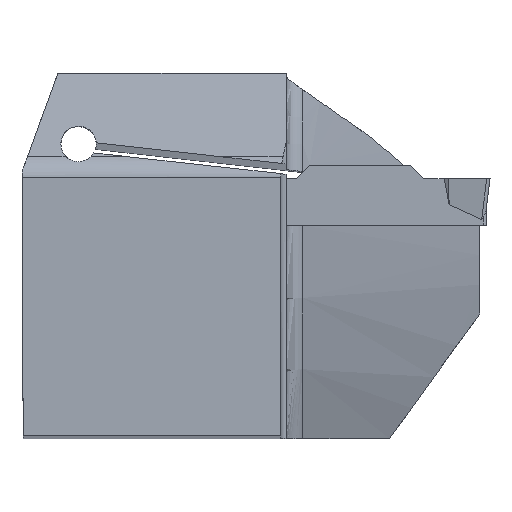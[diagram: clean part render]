
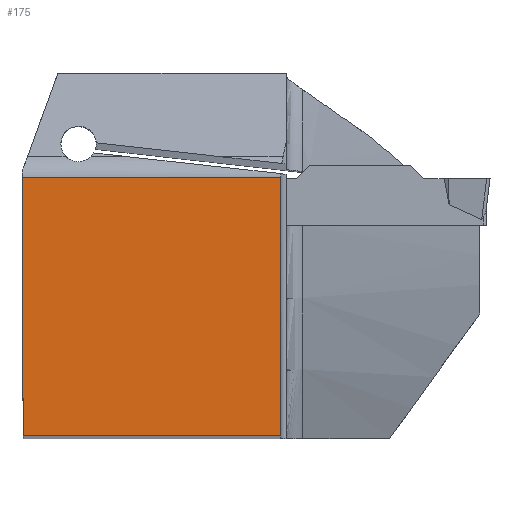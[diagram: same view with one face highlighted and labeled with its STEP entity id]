
A CAD part, top view. The second image highlights one B-rep face of the part: STEP entity #175.
In plain terms, the highlighted planar face has unit normal (0, 0, 1).
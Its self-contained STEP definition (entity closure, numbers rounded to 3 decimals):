
#122=PLANE('',#1441);
#175=ADVANCED_FACE('CU_BACK_SU1',(#252),#122,.F.);
#252=FACE_OUTER_BOUND('',#316,.T.);
#316=EDGE_LOOP('',(#563,#564,#565,#566));
#563=ORIENTED_EDGE('',*,*,#973,.T.);
#564=ORIENTED_EDGE('',*,*,#991,.F.);
#565=ORIENTED_EDGE('',*,*,#1000,.T.);
#566=ORIENTED_EDGE('',*,*,#943,.T.);
#817=VERTEX_POINT('',#2021);
#818=VERTEX_POINT('',#2023);
#841=VERTEX_POINT('',#2128);
#849=VERTEX_POINT('',#2164);
#943=EDGE_CURVE('',#818,#817,#1101,.T.);
#973=EDGE_CURVE('',#817,#841,#1118,.T.);
#991=EDGE_CURVE('',#849,#841,#1132,.T.);
#1000=EDGE_CURVE('',#849,#818,#1138,.T.);
#1101=LINE('',#2022,#1218);
#1118=LINE('',#2129,#1235);
#1132=LINE('',#2165,#1249);
#1138=LINE('',#2182,#1255);
#1218=VECTOR('',#1569,1.);
#1235=VECTOR('',#1616,1.);
#1249=VECTOR('',#1650,1.);
#1255=VECTOR('',#1674,1.);
#1441=AXIS2_PLACEMENT_3D('',#2183,#1675,#1676);
#1569=DIRECTION('',(0.004,-1.,0.));
#1616=DIRECTION('',(1.,0.,0.));
#1650=DIRECTION('',(0.,-1.,0.));
#1674=DIRECTION('',(-1.,0.,0.));
#1675=DIRECTION('',(0.,0.,-1.));
#1676=DIRECTION('',(0.,-1.,0.));
#2021=CARTESIAN_POINT('',(0.109,0.,0.));
#2022=CARTESIAN_POINT('',(-0.088,44.976,0.));
#2023=CARTESIAN_POINT('',(0.,24.875,0.));
#2128=CARTESIAN_POINT('',(24.875,0.,0.));
#2129=CARTESIAN_POINT('',(-23.244,0.,0.));
#2164=CARTESIAN_POINT('',(24.875,24.875,0.));
#2165=CARTESIAN_POINT('',(24.875,44.875,0.));
#2182=CARTESIAN_POINT('',(-23.244,24.875,0.));
#2183=CARTESIAN_POINT('',(-23.244,44.875,0.));
